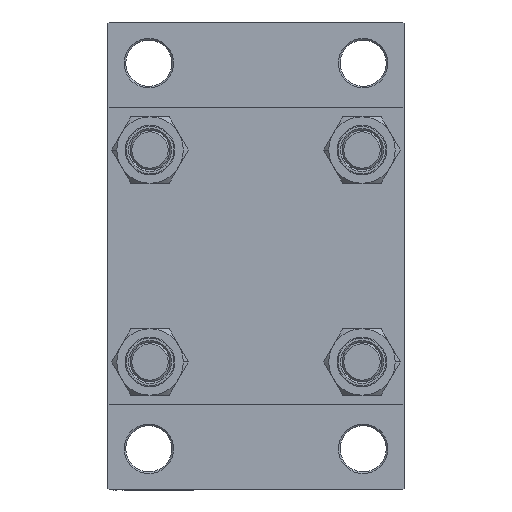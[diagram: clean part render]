
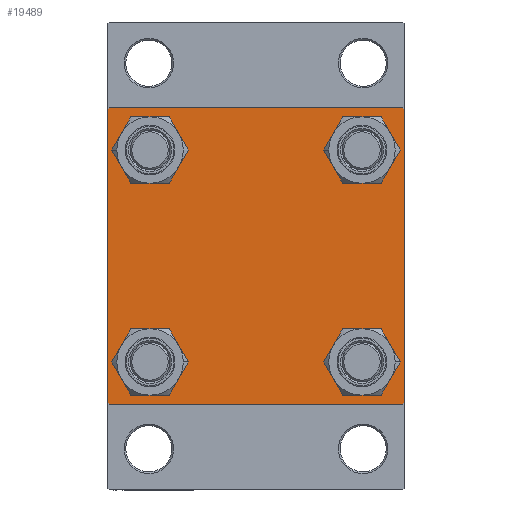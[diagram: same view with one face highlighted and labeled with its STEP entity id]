
A CAD part, left-side view. The second image highlights one B-rep face of the part: STEP entity #19489.
In plain terms, the highlighted planar face has unit normal (-1, 0, 0).
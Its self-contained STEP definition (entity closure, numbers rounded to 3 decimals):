
#631 = AXIS2_PLACEMENT_3D ( 'NONE', #7274, #40755, #25592 ) ;
#1608 = EDGE_LOOP ( 'NONE', ( #27641, #6535, #36535, #22438, #10050, #34777, #4868, #26100 ) ) ;
#1907 = CARTESIAN_POINT ( 'NONE',  ( 0., 32.15, 32.15 ) ) ;
#1956 = EDGE_LOOP ( 'NONE', ( #35363, #10335 ) ) ;
#2198 = EDGE_CURVE ( 'NONE', #37420, #5816, #3373, .T. ) ;
#2721 = CARTESIAN_POINT ( 'NONE',  ( 0., -32.15, 32.15 ) ) ;
#3047 = CARTESIAN_POINT ( 'NONE',  ( 0., 44.5, 45. ) ) ;
#3212 = VECTOR ( 'NONE', #4839, 1000. ) ;
#3373 = LINE ( 'NONE', #32737, #36054 ) ;
#3519 = EDGE_LOOP ( 'NONE', ( #15714, #47237 ) ) ;
#3566 = CARTESIAN_POINT ( 'NONE',  ( 0., -32.15, -38.65 ) ) ;
#4421 = LINE ( 'NONE', #11654, #31612 ) ;
#4839 = DIRECTION ( 'NONE',  ( 0., -1., 0. ) ) ;
#4868 = ORIENTED_EDGE ( 'NONE', *, *, #11803, .F. ) ;
#4869 = VERTEX_POINT ( 'NONE', #16755 ) ;
#5221 = VERTEX_POINT ( 'NONE', #16702 ) ;
#5242 = CARTESIAN_POINT ( 'NONE',  ( 0., -45., -44.5 ) ) ;
#5412 = EDGE_CURVE ( 'NONE', #5221, #44725, #34228, .T. ) ;
#5453 = DIRECTION ( 'NONE',  ( 0., 0., 1. ) ) ;
#5816 = VERTEX_POINT ( 'NONE', #18219 ) ;
#6312 = CARTESIAN_POINT ( 'NONE',  ( 0., 44.75, -44.75 ) ) ;
#6535 = ORIENTED_EDGE ( 'NONE', *, *, #15861, .T. ) ;
#6548 = DIRECTION ( 'NONE',  ( 0., 0.707, -0.707 ) ) ;
#6584 = DIRECTION ( 'NONE',  ( 1., 0., 0. ) ) ;
#6784 = EDGE_LOOP ( 'NONE', ( #23271, #30771 ) ) ;
#6981 = FACE_OUTER_BOUND ( 'NONE', #1608, .T. ) ;
#6988 = DIRECTION ( 'NONE',  ( 0., 0.707, 0.707 ) ) ;
#7177 = LINE ( 'NONE', #33416, #13258 ) ;
#7224 = DIRECTION ( 'NONE',  ( 0., 0., 1. ) ) ;
#7274 = CARTESIAN_POINT ( 'NONE',  ( 0., 32.15, -32.15 ) ) ;
#7347 = EDGE_CURVE ( 'NONE', #43392, #5221, #4421, .T. ) ;
#7406 = EDGE_CURVE ( 'NONE', #23496, #12224, #24389, .T. ) ;
#7953 = EDGE_CURVE ( 'NONE', #4869, #18046, #22418, .T. ) ;
#8114 = CIRCLE ( 'NONE', #21966, 6.5 ) ;
#9096 = CIRCLE ( 'NONE', #631, 6.5 ) ;
#9387 = DIRECTION ( 'NONE',  ( 0., 0., 1. ) ) ;
#10050 = ORIENTED_EDGE ( 'NONE', *, *, #22225, .F. ) ;
#10103 = CARTESIAN_POINT ( 'NONE',  ( 0., -32.15, 32.15 ) ) ;
#10143 = DIRECTION ( 'NONE',  ( 1., 0., 0. ) ) ;
#10335 = ORIENTED_EDGE ( 'NONE', *, *, #32275, .T. ) ;
#11007 = EDGE_LOOP ( 'NONE', ( #14841, #24555 ) ) ;
#11654 = CARTESIAN_POINT ( 'NONE',  ( 0., 45., -45. ) ) ;
#11803 = EDGE_CURVE ( 'NONE', #23496, #5816, #23154, .T. ) ;
#12224 = VERTEX_POINT ( 'NONE', #47355 ) ;
#12674 = AXIS2_PLACEMENT_3D ( 'NONE', #14203, #40233, #7224 ) ;
#12713 = CIRCLE ( 'NONE', #39647, 6.5 ) ;
#12985 = EDGE_CURVE ( 'NONE', #12224, #26248, #7177, .T. ) ;
#13258 = VECTOR ( 'NONE', #32449, 1000. ) ;
#13324 = EDGE_CURVE ( 'NONE', #41733, #47202, #19410, .T. ) ;
#14029 = CARTESIAN_POINT ( 'NONE',  ( 0., -32.15, -25.65 ) ) ;
#14203 = CARTESIAN_POINT ( 'NONE',  ( 0., 0., 0. ) ) ;
#14841 = ORIENTED_EDGE ( 'NONE', *, *, #37675, .T. ) ;
#14985 = CARTESIAN_POINT ( 'NONE',  ( 0., -44.75, -44.75 ) ) ;
#15048 = AXIS2_PLACEMENT_3D ( 'NONE', #10103, #39492, #21412 ) ;
#15495 = DIRECTION ( 'NONE',  ( 0., -1., 0. ) ) ;
#15714 = ORIENTED_EDGE ( 'NONE', *, *, #13324, .T. ) ;
#15826 = VECTOR ( 'NONE', #17361, 1000. ) ;
#15861 = EDGE_CURVE ( 'NONE', #26248, #43392, #42450, .T. ) ;
#16702 = CARTESIAN_POINT ( 'NONE',  ( 0., -44.5, -45. ) ) ;
#16755 = CARTESIAN_POINT ( 'NONE',  ( 0., 32.15, -38.65 ) ) ;
#17119 = CARTESIAN_POINT ( 'NONE',  ( 0., -32.15, -32.15 ) ) ;
#17361 = DIRECTION ( 'NONE',  ( 0., 0., -1. ) ) ;
#18046 = VERTEX_POINT ( 'NONE', #37142 ) ;
#18219 = CARTESIAN_POINT ( 'NONE',  ( 0., -44.5, 45. ) ) ;
#18236 = DIRECTION ( 'NONE',  ( 1., 0., 0. ) ) ;
#19410 = CIRCLE ( 'NONE', #43249, 6.5 ) ;
#19489 = ADVANCED_FACE ( 'NONE', ( #47225, #41109, #39987, #34099, #6981 ), #25544, .T. ) ;
#19754 = CARTESIAN_POINT ( 'NONE',  ( 0., 44.5, -45. ) ) ;
#21412 = DIRECTION ( 'NONE',  ( 0., 0., 1. ) ) ;
#21788 = VECTOR ( 'NONE', #35443, 1000. ) ;
#21966 = AXIS2_PLACEMENT_3D ( 'NONE', #17119, #10143, #39286 ) ;
#22225 = EDGE_CURVE ( 'NONE', #37420, #44725, #46772, .T. ) ;
#22418 = CIRCLE ( 'NONE', #26277, 6.5 ) ;
#22438 = ORIENTED_EDGE ( 'NONE', *, *, #5412, .T. ) ;
#22639 = CARTESIAN_POINT ( 'NONE',  ( 0., -32.15, -32.15 ) ) ;
#22689 = DIRECTION ( 'NONE',  ( 0., -0.707, 0.707 ) ) ;
#23154 = LINE ( 'NONE', #37836, #3212 ) ;
#23271 = ORIENTED_EDGE ( 'NONE', *, *, #27822, .T. ) ;
#23496 = VERTEX_POINT ( 'NONE', #3047 ) ;
#24299 = AXIS2_PLACEMENT_3D ( 'NONE', #1907, #38523, #9387 ) ;
#24389 = LINE ( 'NONE', #39073, #31646 ) ;
#24555 = ORIENTED_EDGE ( 'NONE', *, *, #7953, .T. ) ;
#24957 = CARTESIAN_POINT ( 'NONE',  ( 0., 32.15, 32.15 ) ) ;
#25314 = DIRECTION ( 'NONE',  ( 1., 0., 0. ) ) ;
#25324 = CARTESIAN_POINT ( 'NONE',  ( 0., -45., 45. ) ) ;
#25483 = CARTESIAN_POINT ( 'NONE',  ( 0., 32.15, -32.15 ) ) ;
#25544 = PLANE ( 'NONE',  #12674 ) ;
#25592 = DIRECTION ( 'NONE',  ( 0., 0., 1. ) ) ;
#26100 = ORIENTED_EDGE ( 'NONE', *, *, #7406, .T. ) ;
#26248 = VERTEX_POINT ( 'NONE', #29991 ) ;
#26277 = AXIS2_PLACEMENT_3D ( 'NONE', #25483, #18236, #36538 ) ;
#27562 = CARTESIAN_POINT ( 'NONE',  ( 0., -32.15, 38.65 ) ) ;
#27641 = ORIENTED_EDGE ( 'NONE', *, *, #12985, .T. ) ;
#27822 = EDGE_CURVE ( 'NONE', #38891, #40578, #8114, .T. ) ;
#28152 = CIRCLE ( 'NONE', #24299, 6.5 ) ;
#28481 = EDGE_CURVE ( 'NONE', #35092, #39547, #12713, .T. ) ;
#29991 = CARTESIAN_POINT ( 'NONE',  ( 0., 45., -44.5 ) ) ;
#30007 = VECTOR ( 'NONE', #22689, 1000. ) ;
#30771 = ORIENTED_EDGE ( 'NONE', *, *, #34402, .T. ) ;
#31612 = VECTOR ( 'NONE', #15495, 1000. ) ;
#31646 = VECTOR ( 'NONE', #6548, 1000. ) ;
#32168 = EDGE_CURVE ( 'NONE', #47202, #41733, #28152, .T. ) ;
#32275 = EDGE_CURVE ( 'NONE', #39547, #35092, #41210, .T. ) ;
#32449 = DIRECTION ( 'NONE',  ( 0., 0., -1. ) ) ;
#32737 = CARTESIAN_POINT ( 'NONE',  ( 0., -44.75, 44.75 ) ) ;
#32921 = CARTESIAN_POINT ( 'NONE',  ( 0., -32.15, 25.65 ) ) ;
#33416 = CARTESIAN_POINT ( 'NONE',  ( 0., 45., 45. ) ) ;
#33575 = CIRCLE ( 'NONE', #39739, 6.5 ) ;
#34099 = FACE_BOUND ( 'NONE', #3519, .T. ) ;
#34228 = LINE ( 'NONE', #14985, #30007 ) ;
#34402 = EDGE_CURVE ( 'NONE', #40578, #38891, #33575, .T. ) ;
#34425 = CARTESIAN_POINT ( 'NONE',  ( 0., 32.15, 38.65 ) ) ;
#34777 = ORIENTED_EDGE ( 'NONE', *, *, #2198, .T. ) ;
#35092 = VERTEX_POINT ( 'NONE', #27562 ) ;
#35363 = ORIENTED_EDGE ( 'NONE', *, *, #28481, .T. ) ;
#35443 = DIRECTION ( 'NONE',  ( 0., -0.707, -0.707 ) ) ;
#35951 = DIRECTION ( 'NONE',  ( 0., 0., 1. ) ) ;
#36054 = VECTOR ( 'NONE', #6988, 1000. ) ;
#36535 = ORIENTED_EDGE ( 'NONE', *, *, #7347, .T. ) ;
#36538 = DIRECTION ( 'NONE',  ( 0., 0., 1. ) ) ;
#37142 = CARTESIAN_POINT ( 'NONE',  ( 0., 32.15, -25.65 ) ) ;
#37420 = VERTEX_POINT ( 'NONE', #44657 ) ;
#37675 = EDGE_CURVE ( 'NONE', #18046, #4869, #9096, .T. ) ;
#37836 = CARTESIAN_POINT ( 'NONE',  ( 0., 45., 45. ) ) ;
#38523 = DIRECTION ( 'NONE',  ( 1., 0., 0. ) ) ;
#38682 = DIRECTION ( 'NONE',  ( 1., 0., 0. ) ) ;
#38891 = VERTEX_POINT ( 'NONE', #14029 ) ;
#39073 = CARTESIAN_POINT ( 'NONE',  ( 0., 44.75, 44.75 ) ) ;
#39286 = DIRECTION ( 'NONE',  ( 0., 0., 1. ) ) ;
#39492 = DIRECTION ( 'NONE',  ( 1., 0., 0. ) ) ;
#39547 = VERTEX_POINT ( 'NONE', #32921 ) ;
#39647 = AXIS2_PLACEMENT_3D ( 'NONE', #2721, #6584, #35951 ) ;
#39739 = AXIS2_PLACEMENT_3D ( 'NONE', #22639, #25314, #40003 ) ;
#39987 = FACE_BOUND ( 'NONE', #11007, .T. ) ;
#40003 = DIRECTION ( 'NONE',  ( 0., 0., 1. ) ) ;
#40233 = DIRECTION ( 'NONE',  ( -1., 0., 0. ) ) ;
#40578 = VERTEX_POINT ( 'NONE', #3566 ) ;
#40755 = DIRECTION ( 'NONE',  ( 1., 0., 0. ) ) ;
#41109 = FACE_BOUND ( 'NONE', #6784, .T. ) ;
#41210 = CIRCLE ( 'NONE', #15048, 6.5 ) ;
#41733 = VERTEX_POINT ( 'NONE', #34425 ) ;
#42450 = LINE ( 'NONE', #6312, #21788 ) ;
#43249 = AXIS2_PLACEMENT_3D ( 'NONE', #24957, #38682, #5453 ) ;
#43392 = VERTEX_POINT ( 'NONE', #19754 ) ;
#44657 = CARTESIAN_POINT ( 'NONE',  ( 0., -45., 44.5 ) ) ;
#44725 = VERTEX_POINT ( 'NONE', #5242 ) ;
#44966 = CARTESIAN_POINT ( 'NONE',  ( 0., 32.15, 25.65 ) ) ;
#46772 = LINE ( 'NONE', #25324, #15826 ) ;
#47202 = VERTEX_POINT ( 'NONE', #44966 ) ;
#47225 = FACE_BOUND ( 'NONE', #1956, .T. ) ;
#47237 = ORIENTED_EDGE ( 'NONE', *, *, #32168, .T. ) ;
#47355 = CARTESIAN_POINT ( 'NONE',  ( 0., 45., 44.5 ) ) ;
